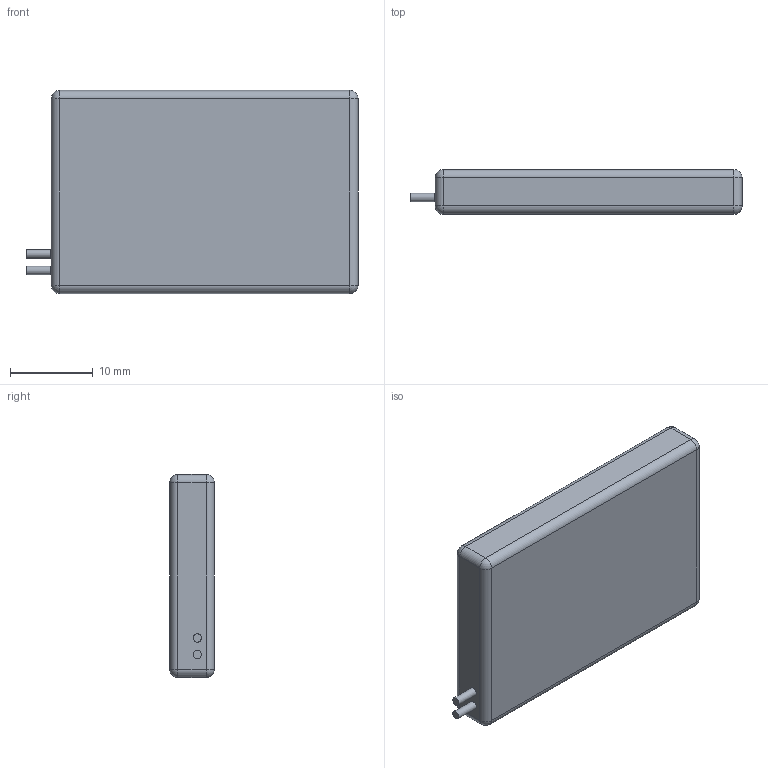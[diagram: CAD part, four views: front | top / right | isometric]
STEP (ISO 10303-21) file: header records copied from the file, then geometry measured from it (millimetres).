
FILE_DESCRIPTION(/* description */ (''),/* implementation_level */ '2;1');
FILE_NAME(/* name */ 'LI-PO v1.step',/* time_stamp */ '2020-10-28T16:49:36+03:00',/* author */ (''),/* organization */ (''),/* preprocessor_version */ 'ST-DEVELOPER v18.1',/* originating_system */ 'Autodesk Translation Framework v9.3.0.1241',/* authorisation */ '');
FILE_SCHEMA (('AUTOMOTIVE_DESIGN { 1 0 10303 214 3 1 1 }'));
Length unit declared in the file: millimetre
Products named in the file (1): LI-PO
Bounding box: 40.04 x 5.4 x 24.5 mm (x, y, z)
Volume: 4843.7 mm3; surface area: 2383.2 mm2
Topology: 3 solids, 3 shells, 32 faces, 54 edges, 28 vertices
Faces by surface type: cylinder 14, plane 10, sphere 8
Full cylindrical faces by diameter (mm): 1 x2
Entity records: 786 total; most frequent: DIRECTION 148, CARTESIAN_POINT 115, ORIENTED_EDGE 108, AXIS2_PLACEMENT_3D 61, EDGE_CURVE 54, FACE_OUTER_BOUND 32, EDGE_LOOP 32, ADVANCED_FACE 32
